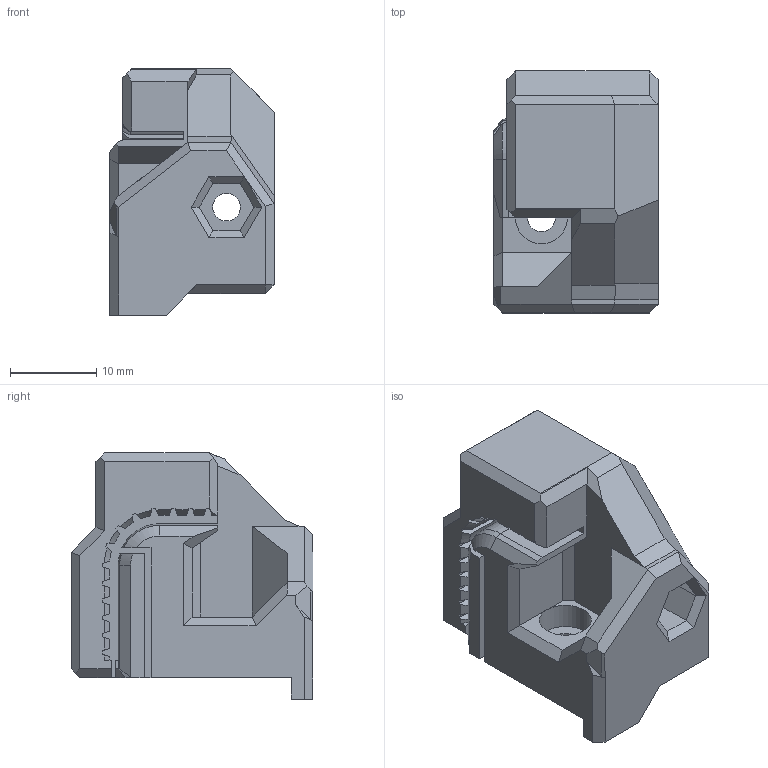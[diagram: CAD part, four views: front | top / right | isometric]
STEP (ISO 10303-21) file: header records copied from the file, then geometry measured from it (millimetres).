
FILE_DESCRIPTION(/* description */ (''),/* implementation_level */ '2;1');
FILE_NAME(/* name */ 'y-belt-holder-R2.stp',/* time_stamp */ '2023-07-10T12:31:33+02:00',/* author */ ('Eliáš Knor'),/* organization */ (''),/* preprocessor_version */ 'ST-DEVELOPER v19',/* originating_system */ 'Autodesk Inventor 2023',/* authorisation */ '');
FILE_SCHEMA (('AUTOMOTIVE_DESIGN { 1 0 10303 214 3 1 1 }'));
Length unit declared in the file: millimetre
Products named in the file (1): y-belt-holder-E4
Bounding box: 19 x 28 x 28.5 mm (x, y, z)
Volume: 9024.7 mm3; surface area: 4391.2 mm2
Topology: 1 solids, 1 shells, 220 faces, 612 edges, 398 vertices
Faces by surface type: plane 178, bspline 16, cylinder 15, cone 11
Full cylindrical faces by diameter (mm): 3.2 x2, 6 x1
Entity records: 7037 total; most frequent: CARTESIAN_POINT 1476, ORIENTED_EDGE 1224, DIRECTION 1014, EDGE_CURVE 612, LINE 520, VECTOR 520, VERTEX_POINT 398, AXIS2_PLACEMENT_3D 247
